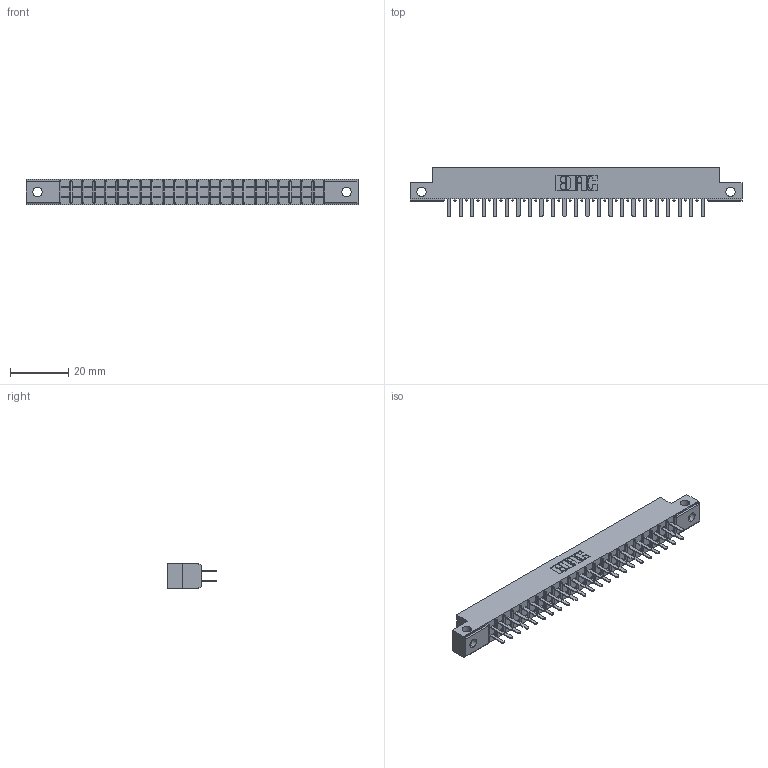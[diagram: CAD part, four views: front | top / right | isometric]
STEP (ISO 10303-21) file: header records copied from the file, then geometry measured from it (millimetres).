
FILE_DESCRIPTION (( 'STEP AP203' ), '1' );
FILE_NAME ('305-046-520-512.STEP', '2020-09-19T22:24:42', ( '' ), ( '' ), 'SwSTEP 2.0', 'SolidWorks 2020', '' );
FILE_SCHEMA (( 'CONFIG_CONTROL_DESIGN' ));
Length unit declared in the file: inch
Products named in the file (3): 305-290-001_520; 305 Part_.128 Dia; 305-046-520-512
Assembly tree (47 placements, depth 2):
  305-046-520-512
    305 Part_.128 Dia
    305-290-001_520  x46
Bounding box: 114.15 x 17.09 x 8.71 mm (x, y, z)
Volume: 6696.9 mm3; surface area: 13452 mm2
Topology: 47 solids, 47 shells, 2244 faces, 6401 edges, 4138 vertices
Faces by surface type: plane 1310, cylinder 842, sphere 92
Entity records: 27502 total; most frequent: CARTESIAN_POINT 4599, ORIENTED_EDGE 4518, DIRECTION 4403, EDGE_CURVE 2259, VECTOR 1791, LINE 1791, VERTEX_POINT 1438, AXIS2_PLACEMENT_3D 1306
